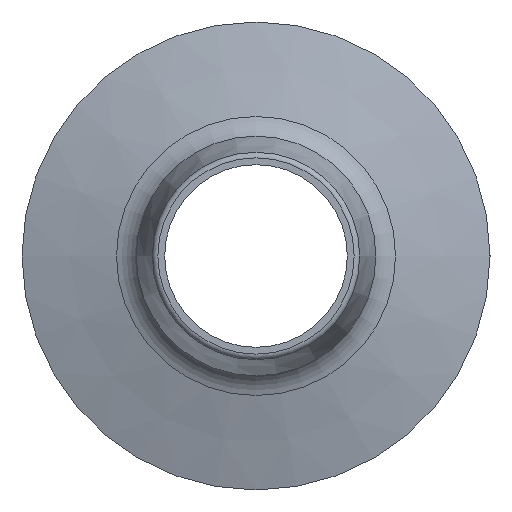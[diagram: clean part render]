
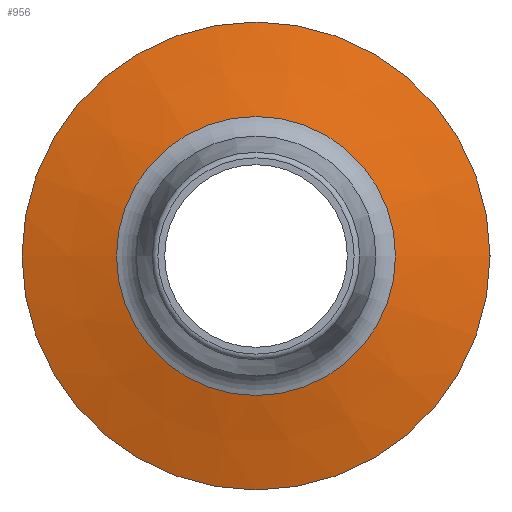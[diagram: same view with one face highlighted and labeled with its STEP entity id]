
A CAD part, left-side view. The second image highlights one B-rep face of the part: STEP entity #956.
In plain terms, the highlighted conical face has half-angle 75 degrees and reference radius 19.9 mm.
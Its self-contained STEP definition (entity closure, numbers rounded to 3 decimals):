
#68=FACE_OUTER_BOUND('',#120,.T.);
#120=EDGE_LOOP('',(#645,#646,#647,#648,#649,#650,#651));
#179=LINE('',#1601,#213);
#213=VECTOR('',#1259,19.9);
#259=CIRCLE('',#1043,12.224);
#264=CIRCLE('',#1048,12.224);
#265=CIRCLE('',#1049,12.224);
#268=CIRCLE('',#1054,20.5);
#269=CIRCLE('',#1055,20.5);
#366=VERTEX_POINT('',#1577);
#367=VERTEX_POINT('',#1578);
#371=VERTEX_POINT('',#1587);
#374=VERTEX_POINT('',#1597);
#375=VERTEX_POINT('',#1598);
#474=EDGE_CURVE('',#366,#367,#259,.T.);
#479=EDGE_CURVE('',#367,#371,#264,.T.);
#480=EDGE_CURVE('',#371,#366,#265,.T.);
#484=EDGE_CURVE('',#374,#375,#268,.T.);
#485=EDGE_CURVE('',#375,#374,#269,.T.);
#486=EDGE_CURVE('',#375,#371,#179,.T.);
#645=ORIENTED_EDGE('',*,*,#484,.F.);
#646=ORIENTED_EDGE('',*,*,#485,.F.);
#647=ORIENTED_EDGE('',*,*,#486,.T.);
#648=ORIENTED_EDGE('',*,*,#479,.F.);
#649=ORIENTED_EDGE('',*,*,#474,.F.);
#650=ORIENTED_EDGE('',*,*,#480,.F.);
#651=ORIENTED_EDGE('',*,*,#486,.F.);
#882=CONICAL_SURFACE('',#1053,19.9,1.309);
#956=ADVANCED_FACE('',(#68),#882,.T.);
#1043=AXIS2_PLACEMENT_3D('',#1579,#1232,#1233);
#1048=AXIS2_PLACEMENT_3D('',#1588,#1242,#1243);
#1049=AXIS2_PLACEMENT_3D('',#1589,#1244,#1245);
#1053=AXIS2_PLACEMENT_3D('',#1596,#1253,#1254);
#1054=AXIS2_PLACEMENT_3D('',#1599,#1255,#1256);
#1055=AXIS2_PLACEMENT_3D('',#1600,#1257,#1258);
#1232=DIRECTION('center_axis',(-1.,0.,0.));
#1233=DIRECTION('ref_axis',(0.,-1.,0.));
#1242=DIRECTION('center_axis',(-1.,0.,0.));
#1243=DIRECTION('ref_axis',(0.,-1.,0.));
#1244=DIRECTION('center_axis',(-1.,0.,0.));
#1245=DIRECTION('ref_axis',(0.,-1.,0.));
#1253=DIRECTION('center_axis',(1.,0.,0.));
#1254=DIRECTION('ref_axis',(0.,1.,0.));
#1255=DIRECTION('center_axis',(1.,0.,0.));
#1256=DIRECTION('ref_axis',(0.,-1.,0.));
#1257=DIRECTION('center_axis',(1.,0.,0.));
#1258=DIRECTION('ref_axis',(0.,-1.,0.));
#1259=DIRECTION('',(-0.259,0.966,0.));
#1577=CARTESIAN_POINT('',(50.596,12.224,0.));
#1578=CARTESIAN_POINT('',(50.596,0.,-12.224));
#1579=CARTESIAN_POINT('Origin',(50.596,0.,0.));
#1587=CARTESIAN_POINT('',(50.596,-12.224,0.));
#1588=CARTESIAN_POINT('Origin',(50.596,0.,0.));
#1589=CARTESIAN_POINT('Origin',(50.596,0.,0.));
#1596=CARTESIAN_POINT('Origin',(52.653,0.,0.));
#1597=CARTESIAN_POINT('',(52.813,20.5,0.));
#1598=CARTESIAN_POINT('',(52.813,-20.5,0.));
#1599=CARTESIAN_POINT('Origin',(52.813,0.,0.));
#1600=CARTESIAN_POINT('Origin',(52.813,0.,0.));
#1601=CARTESIAN_POINT('',(52.653,-19.9,0.));
